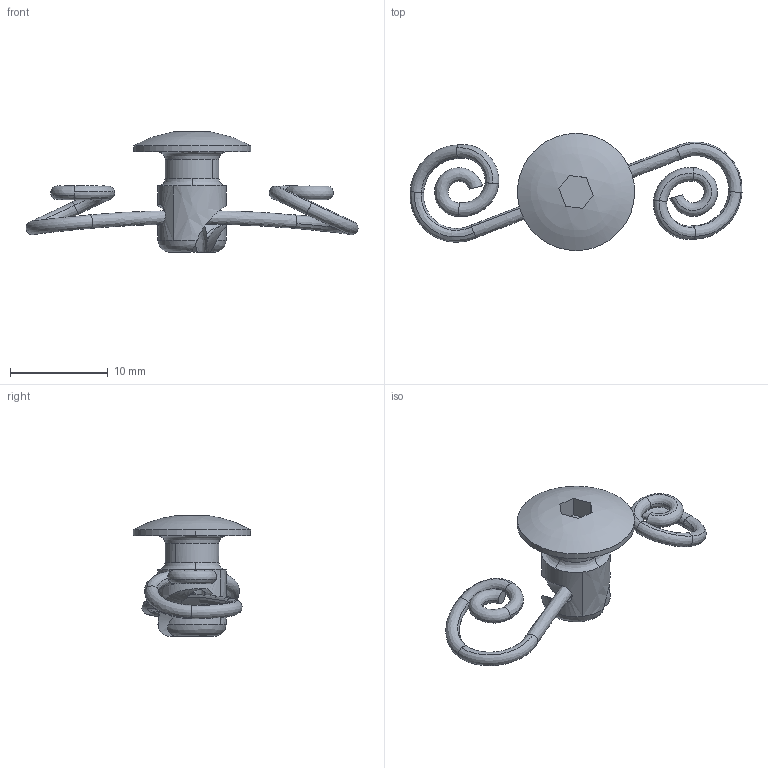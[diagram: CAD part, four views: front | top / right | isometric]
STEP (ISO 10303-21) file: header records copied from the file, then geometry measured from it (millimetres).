
FILE_DESCRIPTION((''),'2;1');
FILE_NAME('','2005-07-15T15:42:07',(''),(''),'','CADfix','');
FILE_SCHEMA(('AUTOMOTIVE_DESIGN'));
Length unit declared in the file: millimetre
Products named in the file (3): spring; fastener; TL_243_002_31687_36
Assembly tree (2 placements, depth 2):
  TL_243_002_31687_36
    spring
    fastener
Bounding box: 34 x 12 x 12.36 mm (x, y, z)
Volume: 514.4 mm3; surface area: 960.4 mm2
Topology: 2 solids, 2 shells, 60 faces, 183 edges, 128 vertices
Faces by surface type: bspline 60
Entity records: 8147 total; most frequent: CARTESIAN_POINT 7044, ORIENTED_EDGE 364, EDGE_CURVE 182, VERTEX_POINT 128, B_SPLINE_CURVE_WITH_KNOTS 108, EDGE_LOOP 62, FACE_OUTER_BOUND 60, ADVANCED_FACE 60
